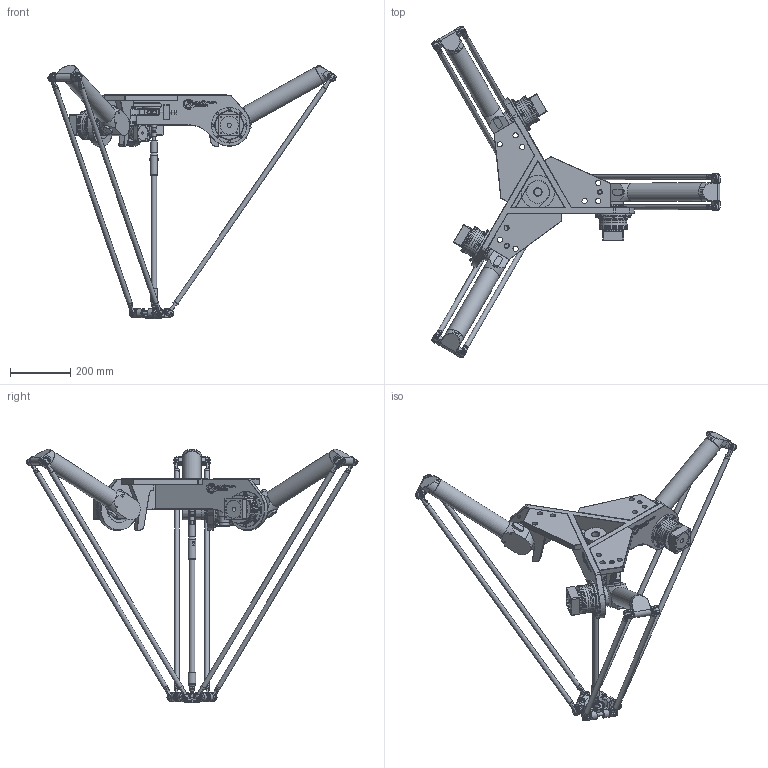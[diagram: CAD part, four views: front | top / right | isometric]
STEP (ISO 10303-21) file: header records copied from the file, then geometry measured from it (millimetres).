
FILE_DESCRIPTION(/* description */ (''),/* implementation_level */ '2;1');
FILE_NAME(/* name */ '3D-model_A_00062-T1.stp',/* time_stamp */ '2022-03-02T10:31:43+01:00',/* author */ ('michael.schutter'),/* organization */ ('Majatronic'),/* preprocessor_version */ 'ST-DEVELOPER v16.5',/* originating_system */ 'Autodesk Inventor 2017',/* authorisation */ '');
FILE_SCHEMA (('AUTOMOTIVE_DESIGN { 1 0 10303 214 3 1 1 }'));
Length unit declared in the file: millimetre
Products named in the file (12): MT_BGR00018364MT_BGR; MT_BGR00018365MT_BGR; MT_WST00056749MT_WST; MT_WST00055542MT_WST; MT_WST00055576MT_WST; MT_WST00031698MT_WST; MT_WST00031700MT_WST; MT_WST00057274MT_WST; MT_WST00056748MT_WST; MT_WST00056751MT_WST; MT_WST00101401; MT_WST00111327
Assembly tree (25 placements, depth 3):
  MT_BGR00018364MT_BGR
    MT_BGR00018365MT_BGR
      MT_WST00056749MT_WST
      MT_WST00055542MT_WST  x3
      MT_WST00055576MT_WST
    MT_WST00031698MT_WST  x3
    MT_WST00031700MT_WST  x6
    MT_WST00057274MT_WST
    MT_WST00056748MT_WST
    MT_WST00056751MT_WST
    MT_WST00101401  x6
    MT_WST00111327
Bounding box: 956.5 x 1101.15 x 841.03 mm (x, y, z)
Volume: 12416153.6 mm3; surface area: 1567317.5 mm2
Topology: 24 solids, 24 shells, 3106 faces, 7137 edges, 4481 vertices
Faces by surface type: plane 1698, cylinder 875, cone 296, torus 152, bspline 81, sphere 4
Full cylindrical faces by diameter (mm): 3 x1, 3.459 x4, 3.917 x4, 4.917 x25, 5 x24, 5.188 x24, 6 x37, 8 x42, 8.5 x48, 9 x1, 10 x3, 11 x3, 11.4 x1, 12 x29, 13 x2, 14 x3, 15 x3, 16 x32, 16.199 x1, 16.999 x1, 17.5 x9, 18 x28, 19 x1, 20 x1, 21 x1, 23 x1, 25 x4, 26 x2, 30 x2, 34.999 x1
Entity records: 60293 total; most frequent: CARTESIAN_POINT 17008, DIRECTION 8934, ORIENTED_EDGE 8070, EDGE_CURVE 4035, AXIS2_PLACEMENT_3D 3233, VERTEX_POINT 2769, EDGE_LOOP 2518, LINE 2468
